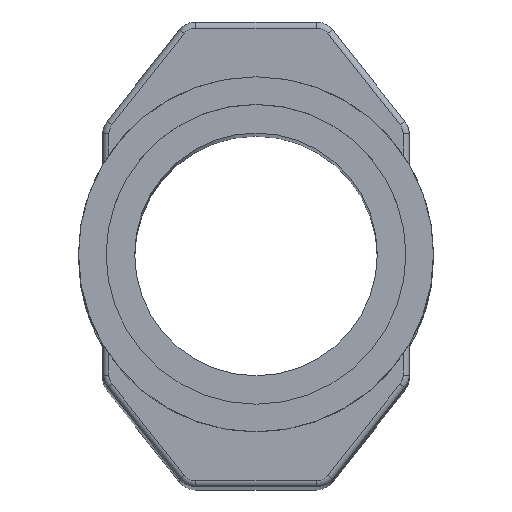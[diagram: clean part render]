
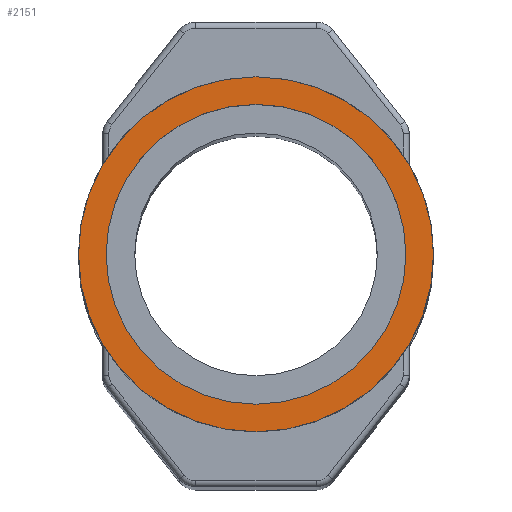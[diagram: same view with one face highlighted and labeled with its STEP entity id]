
A CAD part, top view. The second image highlights one B-rep face of the part: STEP entity #2151.
In plain terms, the highlighted planar face has unit normal (0, 0, 1).
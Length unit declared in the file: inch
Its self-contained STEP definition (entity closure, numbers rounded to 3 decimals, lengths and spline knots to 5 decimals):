
#395 = CIRCLE ( 'NONE', #2957, 1.467 ) ;
#483 = FACE_BOUND ( 'NONE', #1897, .T. ) ;
#489 = FACE_OUTER_BOUND ( 'NONE', #1904, .T. ) ;
#492 = CIRCLE ( 'NONE', #2608, 1.7375 ) ;
#607 = CIRCLE ( 'NONE', #2646, 1.7375 ) ;
#626 = CIRCLE ( 'NONE', #2661, 1.467 ) ;
#1005 = CARTESIAN_POINT ( 'NONE',  ( 0., 0., 9.582 ) ) ;
#1006 = DIRECTION ( 'NONE',  ( 0., 0., 1. ) ) ;
#1007 = DIRECTION ( 'NONE',  ( 1., 0., 0. ) ) ;
#1837 = EDGE_CURVE ( 'NONE', #2126, #2131, #395, .T. ) ;
#1897 = EDGE_LOOP ( 'NONE', ( #2025, #2026 ) ) ;
#1904 = EDGE_LOOP ( 'NONE', ( #2005, #2003 ) ) ;
#2003 = ORIENTED_EDGE ( 'NONE', *, *, #2910, .T. ) ;
#2005 = ORIENTED_EDGE ( 'NONE', *, *, #2840, .T. ) ;
#2025 = ORIENTED_EDGE ( 'NONE', *, *, #2927, .F. ) ;
#2026 = ORIENTED_EDGE ( 'NONE', *, *, #1837, .F. ) ;
#2126 = VERTEX_POINT ( 'NONE', #3134 ) ;
#2127 = VERTEX_POINT ( 'NONE', #3135 ) ;
#2130 = VERTEX_POINT ( 'NONE', #3138 ) ;
#2131 = VERTEX_POINT ( 'NONE', #3131 ) ;
#2151 = ADVANCED_FACE ( 'NONE', ( #483, #489 ), #3272, .T. ) ;
#2604 = AXIS2_PLACEMENT_3D ( 'NONE', #3270, #3269, #3274 ) ;
#2608 = AXIS2_PLACEMENT_3D ( 'NONE', #3297, #3298, #3299 ) ;
#2646 = AXIS2_PLACEMENT_3D ( 'NONE', #3469, #3470, #3471 ) ;
#2661 = AXIS2_PLACEMENT_3D ( 'NONE', #1005, #1006, #1007 ) ;
#2840 = EDGE_CURVE ( 'NONE', #2130, #2127, #492, .T. ) ;
#2910 = EDGE_CURVE ( 'NONE', #2127, #2130, #607, .T. ) ;
#2927 = EDGE_CURVE ( 'NONE', #2131, #2126, #626, .T. ) ;
#2957 = AXIS2_PLACEMENT_3D ( 'NONE', #3053, #3054, #3055 ) ;
#3053 = CARTESIAN_POINT ( 'NONE',  ( 0., 0., 9.582 ) ) ;
#3054 = DIRECTION ( 'NONE',  ( 0., 0., 1. ) ) ;
#3055 = DIRECTION ( 'NONE',  ( 1., 0., 0. ) ) ;
#3131 = CARTESIAN_POINT ( 'NONE',  ( 1.467, 0., 9.582 ) ) ;
#3134 = CARTESIAN_POINT ( 'NONE',  ( -1.467, 0., 9.582 ) ) ;
#3135 = CARTESIAN_POINT ( 'NONE',  ( 1.7375, 0., 9.582 ) ) ;
#3138 = CARTESIAN_POINT ( 'NONE',  ( -1.7375, 0., 9.582 ) ) ;
#3269 = DIRECTION ( 'NONE',  ( 0., 0., 1. ) ) ;
#3270 = CARTESIAN_POINT ( 'NONE',  ( 0., 0., 9.582 ) ) ;
#3272 = PLANE ( 'NONE',  #2604 ) ;
#3274 = DIRECTION ( 'NONE',  ( 1., 0., 0. ) ) ;
#3297 = CARTESIAN_POINT ( 'NONE',  ( 0., 0., 9.582 ) ) ;
#3298 = DIRECTION ( 'NONE',  ( 0., 0., 1. ) ) ;
#3299 = DIRECTION ( 'NONE',  ( 1., 0., 0. ) ) ;
#3469 = CARTESIAN_POINT ( 'NONE',  ( 0., 0., 9.582 ) ) ;
#3470 = DIRECTION ( 'NONE',  ( 0., 0., 1. ) ) ;
#3471 = DIRECTION ( 'NONE',  ( 1., 0., 0. ) ) ;
